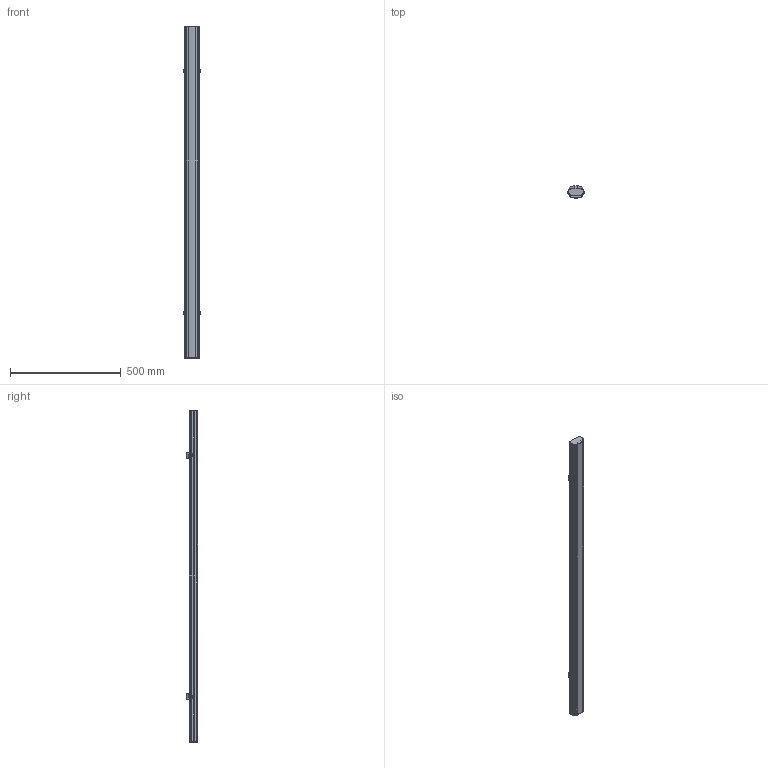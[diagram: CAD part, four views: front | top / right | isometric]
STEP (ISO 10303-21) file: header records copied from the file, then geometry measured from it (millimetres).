
FILE_DESCRIPTION (( 'STEP AP214' ), '1' );
FILE_NAME ('Trusys PM_insert.STEP', '2023-03-03T11:38:10', ( '' ), ( '' ), 'SwSTEP 2.0', 'SolidWorks 2020', '' );
FILE_SCHEMA (( 'AUTOMOTIVE_DESIGN' ));
Length unit declared in the file: millimetre
Products named in the file (1): Trusys PM_insert
Bounding box: 77.72 x 52.7 x 1498.7 mm (x, y, z)
Volume: 979720.1 mm3; surface area: 681939.9 mm2
Topology: 6 solids, 6 shells, 422 faces, 1202 edges, 788 vertices
Faces by surface type: cylinder 238, plane 144, bspline 32, cone 8
Entity records: 21000 total; most frequent: CARTESIAN_POINT 5859, ORIENTED_EDGE 2404, DIRECTION 1889, EDGE_CURVE 1202, VERTEX_POINT 788, AXIS2_PLACEMENT_3D 674, LINE 541, VECTOR 541
